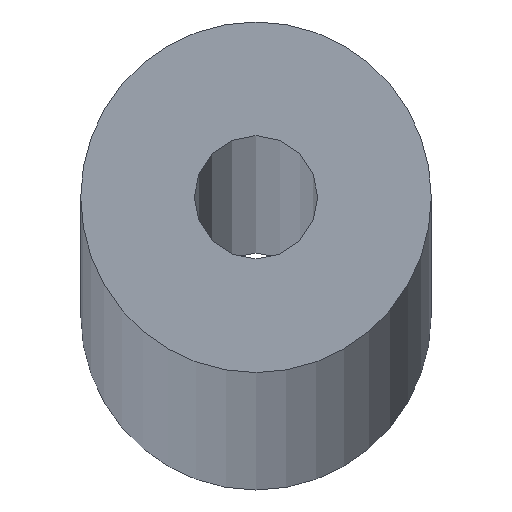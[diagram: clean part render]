
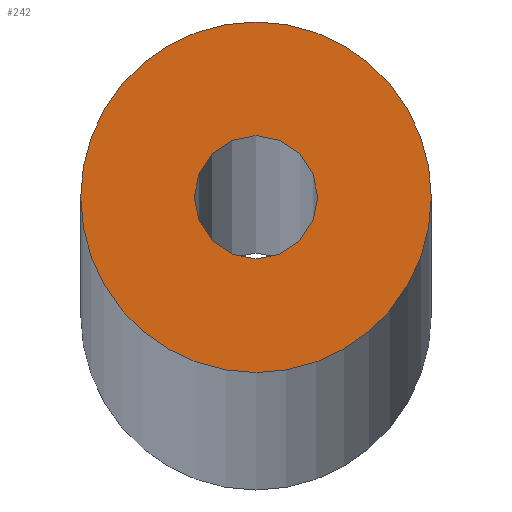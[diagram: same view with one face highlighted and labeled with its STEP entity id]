
A CAD part, top view. The second image highlights one B-rep face of the part: STEP entity #242.
In plain terms, the highlighted planar face has unit normal (0, 0, 1).
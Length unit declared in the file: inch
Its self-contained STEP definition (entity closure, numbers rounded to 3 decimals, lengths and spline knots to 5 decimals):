
#4 = PLANE ( 'NONE',  #202 ) ;
#6 = CIRCLE ( 'NONE', #50, 0.03125 ) ;
#14 = FACE_BOUND ( 'NONE', #214, .T. ) ;
#19 = EDGE_CURVE ( 'NONE', #105, #137, #110, .T. ) ;
#27 = DIRECTION ( 'NONE',  ( 1., 0., 0. ) ) ;
#29 = FACE_OUTER_BOUND ( 'NONE', #49, .T. ) ;
#40 = DIRECTION ( 'NONE',  ( 1., 0., 0. ) ) ;
#41 = ORIENTED_EDGE ( 'NONE', *, *, #80, .F. ) ;
#49 = EDGE_LOOP ( 'NONE', ( #78, #58 ) ) ;
#50 = AXIS2_PLACEMENT_3D ( 'NONE', #168, #213, #93 ) ;
#51 = CIRCLE ( 'NONE', #226, 0.03125 ) ;
#55 = CARTESIAN_POINT ( 'NONE',  ( -0.011, 0., 0. ) ) ;
#58 = ORIENTED_EDGE ( 'NONE', *, *, #184, .T. ) ;
#78 = ORIENTED_EDGE ( 'NONE', *, *, #106, .T. ) ;
#80 = EDGE_CURVE ( 'NONE', #137, #105, #199, .T. ) ;
#93 = DIRECTION ( 'NONE',  ( 1., 0., 0. ) ) ;
#101 = DIRECTION ( 'NONE',  ( 0., 0., 1. ) ) ;
#105 = VERTEX_POINT ( 'NONE', #113 ) ;
#106 = EDGE_CURVE ( 'NONE', #218, #207, #51, .T. ) ;
#110 = CIRCLE ( 'NONE', #150, 0.011 ) ;
#113 = CARTESIAN_POINT ( 'NONE',  ( 0.011, 0., 0. ) ) ;
#124 = DIRECTION ( 'NONE',  ( 0., 0., 1. ) ) ;
#129 = CARTESIAN_POINT ( 'NONE',  ( -0.03125, 0., 0. ) ) ;
#137 = VERTEX_POINT ( 'NONE', #55 ) ;
#141 = CARTESIAN_POINT ( 'NONE',  ( 0.03125, 0., 0. ) ) ;
#142 = CARTESIAN_POINT ( 'NONE',  ( 0., 0., 0. ) ) ;
#148 = CARTESIAN_POINT ( 'NONE',  ( 0., 0., 0. ) ) ;
#150 = AXIS2_PLACEMENT_3D ( 'NONE', #188, #124, #27 ) ;
#162 = CARTESIAN_POINT ( 'NONE',  ( 0., 0., 0. ) ) ;
#166 = DIRECTION ( 'NONE',  ( 0., 0., 1. ) ) ;
#168 = CARTESIAN_POINT ( 'NONE',  ( 0., 0., 0. ) ) ;
#184 = EDGE_CURVE ( 'NONE', #207, #218, #6, .T. ) ;
#188 = CARTESIAN_POINT ( 'NONE',  ( 0., 0., 0. ) ) ;
#192 = DIRECTION ( 'NONE',  ( 1., 0., 0. ) ) ;
#197 = DIRECTION ( 'NONE',  ( 1., 0., 0. ) ) ;
#199 = CIRCLE ( 'NONE', #227, 0.011 ) ;
#202 = AXIS2_PLACEMENT_3D ( 'NONE', #148, #101, #40 ) ;
#207 = VERTEX_POINT ( 'NONE', #129 ) ;
#213 = DIRECTION ( 'NONE',  ( 0., 0., 1. ) ) ;
#214 = EDGE_LOOP ( 'NONE', ( #237, #41 ) ) ;
#215 = DIRECTION ( 'NONE',  ( 0., 0., 1. ) ) ;
#218 = VERTEX_POINT ( 'NONE', #141 ) ;
#226 = AXIS2_PLACEMENT_3D ( 'NONE', #162, #166, #197 ) ;
#227 = AXIS2_PLACEMENT_3D ( 'NONE', #142, #215, #192 ) ;
#237 = ORIENTED_EDGE ( 'NONE', *, *, #19, .F. ) ;
#242 = ADVANCED_FACE ( 'NONE', ( #14, #29 ), #4, .T. ) ;
